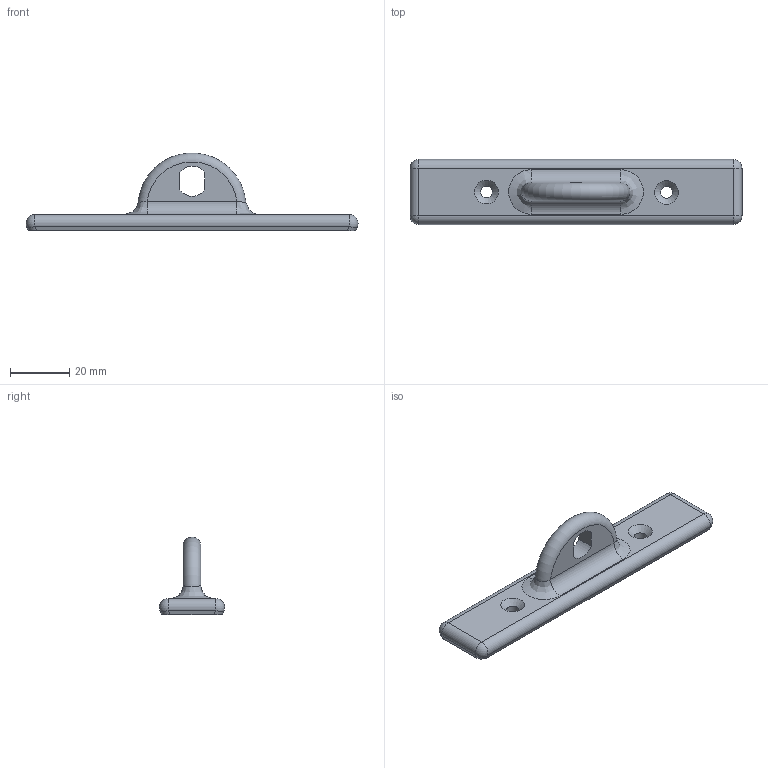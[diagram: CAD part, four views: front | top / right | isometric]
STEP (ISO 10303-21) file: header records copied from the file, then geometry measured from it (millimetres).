
FILE_DESCRIPTION(/* description */ (''),/* implementation_level */ '2;1');
FILE_NAME(/* name */ 'Denny''s Lamp Grip v6.step',/* time_stamp */ '2020-09-25T16:33:24+01:00',/* author */ (''),/* organization */ (''),/* preprocessor_version */ 'ST-DEVELOPER v18.1',/* originating_system */ 'Autodesk Translation Framework v9.3.0.1241',/* authorisation */ '');
FILE_SCHEMA (('AUTOMOTIVE_DESIGN { 1 0 10303 214 3 1 1 }'));
Length unit declared in the file: millimetre
Products named in the file (2): Denny's Lamp Grip; Lamp Grip
Assembly tree (1 placements, depth 2):
  Denny's Lamp Grip
    Lamp Grip
Bounding box: 111.99 x 21.99 x 26.2 mm (x, y, z)
Volume: 15985.9 mm3; surface area: 7040.7 mm2
Topology: 1 solids, 1 shells, 33 faces, 72 edges, 42 vertices
Faces by surface type: cylinder 14, plane 10, sphere 4, bspline 2, cone 2, torus 1
Full cylindrical faces by diameter (mm): 4 x2
Entity records: 1079 total; most frequent: CARTESIAN_POINT 284, DIRECTION 168, ORIENTED_EDGE 144, EDGE_CURVE 72, AXIS2_PLACEMENT_3D 66, VERTEX_POINT 42, EDGE_LOOP 40, LINE 36
